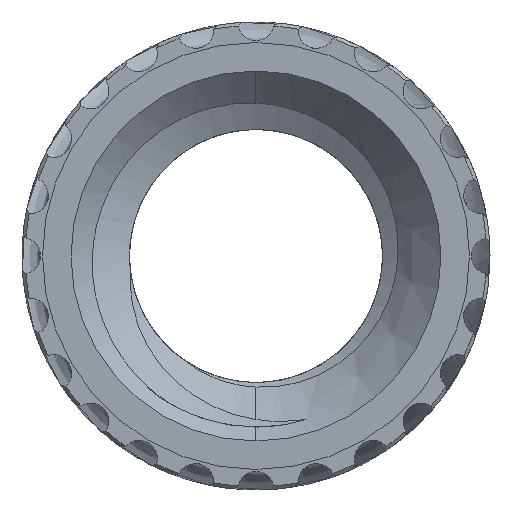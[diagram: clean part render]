
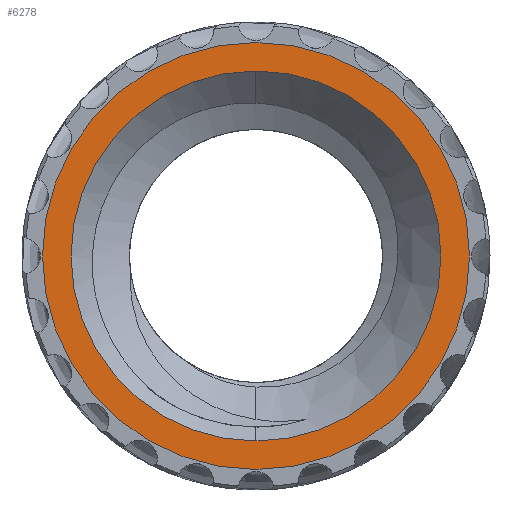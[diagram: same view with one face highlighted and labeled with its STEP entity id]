
A CAD part, front view. The second image highlights one B-rep face of the part: STEP entity #6278.
In plain terms, the highlighted planar face has unit normal (0, -1, 0).
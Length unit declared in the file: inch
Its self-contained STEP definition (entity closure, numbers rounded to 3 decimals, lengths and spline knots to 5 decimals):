
#15 = CIRCLE ( 'NONE', #15695, 0.13517 ) ;
#181 = DIRECTION ( 'NONE',  ( 1., 0., 0. ) ) ;
#348 = CARTESIAN_POINT ( 'NONE',  ( 0.156, 0., 0. ) ) ;
#552 = DIRECTION ( 'NONE',  ( 1., 0., 0. ) ) ;
#926 = DIRECTION ( 'NONE',  ( 1., 0., 0. ) ) ;
#2131 = ORIENTED_EDGE ( 'NONE', *, *, #12287, .T. ) ;
#2410 = AXIS2_PLACEMENT_3D ( 'NONE', #2425, #11085, #3754 ) ;
#2425 = CARTESIAN_POINT ( 'NONE',  ( 0., 0., 0. ) ) ;
#3460 = CARTESIAN_POINT ( 'NONE',  ( 0., 0., -0.13517 ) ) ;
#3754 = DIRECTION ( 'NONE',  ( 1., 0., 0. ) ) ;
#3769 = ORIENTED_EDGE ( 'NONE', *, *, #12943, .F. ) ;
#3770 = VERTEX_POINT ( 'NONE', #14085 ) ;
#3780 = CIRCLE ( 'NONE', #12372, 0.156 ) ;
#4072 = FACE_BOUND ( 'NONE', #15529, .T. ) ;
#4099 = EDGE_LOOP ( 'NONE', ( #15294, #2131 ) ) ;
#4228 = VERTEX_POINT ( 'NONE', #348 ) ;
#4265 = AXIS2_PLACEMENT_3D ( 'NONE', #15647, #8637, #926 ) ;
#4459 = AXIS2_PLACEMENT_3D ( 'NONE', #14971, #7988, #181 ) ;
#4935 = VERTEX_POINT ( 'NONE', #3460 ) ;
#6278 = ADVANCED_FACE ( 'NONE', ( #4072, #6732 ), #6778, .T. ) ;
#6357 = CARTESIAN_POINT ( 'NONE',  ( -0.156, 0., 0. ) ) ;
#6732 = FACE_OUTER_BOUND ( 'NONE', #4099, .T. ) ;
#6778 = PLANE ( 'NONE',  #4459 ) ;
#7343 = EDGE_CURVE ( 'NONE', #4228, #10531, #8220, .T. ) ;
#7710 = CARTESIAN_POINT ( 'NONE',  ( 0., 0., 0. ) ) ;
#7988 = DIRECTION ( 'NONE',  ( 0., -1., 0. ) ) ;
#8220 = CIRCLE ( 'NONE', #4265, 0.156 ) ;
#8299 = DIRECTION ( 'NONE',  ( 0., -1., 0. ) ) ;
#8557 = CIRCLE ( 'NONE', #2410, 0.13517 ) ;
#8637 = DIRECTION ( 'NONE',  ( 0., -1., 0. ) ) ;
#8886 = DIRECTION ( 'NONE',  ( 1., 0., 0. ) ) ;
#9969 = EDGE_CURVE ( 'NONE', #3770, #4935, #8557, .T. ) ;
#10531 = VERTEX_POINT ( 'NONE', #6357 ) ;
#11085 = DIRECTION ( 'NONE',  ( 0., -1., 0. ) ) ;
#12287 = EDGE_CURVE ( 'NONE', #10531, #4228, #3780, .T. ) ;
#12372 = AXIS2_PLACEMENT_3D ( 'NONE', #7710, #15912, #8886 ) ;
#12533 = ORIENTED_EDGE ( 'NONE', *, *, #9969, .F. ) ;
#12943 = EDGE_CURVE ( 'NONE', #4935, #3770, #15, .T. ) ;
#14085 = CARTESIAN_POINT ( 'NONE',  ( 0., 0., 0.13517 ) ) ;
#14971 = CARTESIAN_POINT ( 'NONE',  ( 0.156, 0., 0. ) ) ;
#15294 = ORIENTED_EDGE ( 'NONE', *, *, #7343, .T. ) ;
#15304 = CARTESIAN_POINT ( 'NONE',  ( 0., 0., 0. ) ) ;
#15529 = EDGE_LOOP ( 'NONE', ( #3769, #12533 ) ) ;
#15647 = CARTESIAN_POINT ( 'NONE',  ( 0., 0., 0. ) ) ;
#15695 = AXIS2_PLACEMENT_3D ( 'NONE', #15304, #8299, #552 ) ;
#15912 = DIRECTION ( 'NONE',  ( 0., -1., 0. ) ) ;
